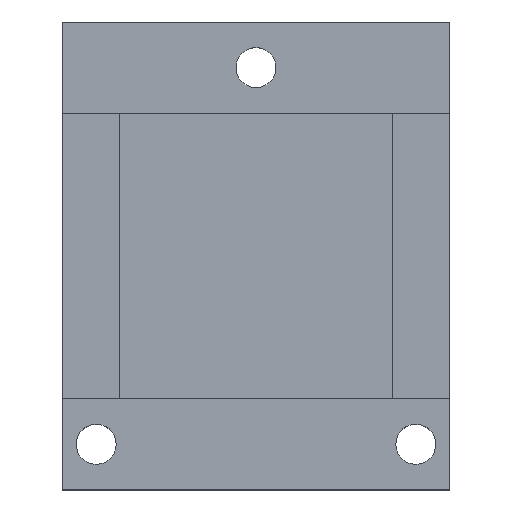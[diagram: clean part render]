
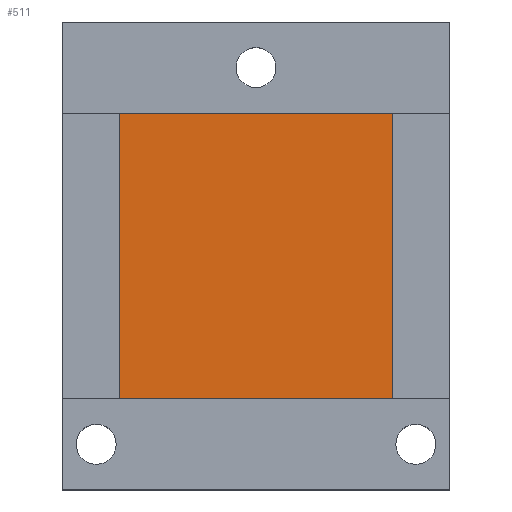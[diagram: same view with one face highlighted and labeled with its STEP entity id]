
A CAD part, top view. The second image highlights one B-rep face of the part: STEP entity #511.
In plain terms, the highlighted planar face has unit normal (0, 0, 1).
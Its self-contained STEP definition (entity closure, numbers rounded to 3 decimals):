
#27=PLANE('',#559);
#68=LINE('',#779,#131);
#76=LINE('',#796,#139);
#77=LINE('',#797,#140);
#78=LINE('',#798,#141);
#131=VECTOR('',#636,10.);
#139=VECTOR('',#646,10.);
#140=VECTOR('',#647,10.);
#141=VECTOR('',#648,10.);
#182=FACE_OUTER_BOUND('',#211,.T.);
#211=EDGE_LOOP('',(#409,#410,#411,#412));
#266=VERTEX_POINT('',#776);
#267=VERTEX_POINT('',#778);
#274=VERTEX_POINT('',#794);
#275=VERTEX_POINT('',#795);
#320=EDGE_CURVE('',#266,#267,#68,.T.);
#328=EDGE_CURVE('',#274,#275,#76,.T.);
#329=EDGE_CURVE('',#275,#267,#77,.T.);
#330=EDGE_CURVE('',#274,#266,#78,.T.);
#409=ORIENTED_EDGE('',*,*,#328,.T.);
#410=ORIENTED_EDGE('',*,*,#329,.T.);
#411=ORIENTED_EDGE('',*,*,#320,.F.);
#412=ORIENTED_EDGE('',*,*,#330,.F.);
#511=ADVANCED_FACE('',(#182),#27,.T.);
#559=AXIS2_PLACEMENT_3D('',#793,#644,#645);
#636=DIRECTION('',(1.,0.,0.));
#644=DIRECTION('center_axis',(0.,0.,1.));
#645=DIRECTION('ref_axis',(1.,0.,0.));
#646=DIRECTION('',(1.,0.,0.));
#647=DIRECTION('',(0.,1.,0.));
#648=DIRECTION('',(0.,1.,0.));
#776=CARTESIAN_POINT('',(-12.,25.,0.));
#778=CARTESIAN_POINT('',(12.,25.,0.));
#779=CARTESIAN_POINT('',(-12.,25.,0.));
#793=CARTESIAN_POINT('Origin',(-12.,0.,0.));
#794=CARTESIAN_POINT('',(-12.,0.,0.));
#795=CARTESIAN_POINT('',(12.,0.,0.));
#796=CARTESIAN_POINT('',(-12.,0.,0.));
#797=CARTESIAN_POINT('',(12.,0.,0.));
#798=CARTESIAN_POINT('',(-12.,0.,0.));
